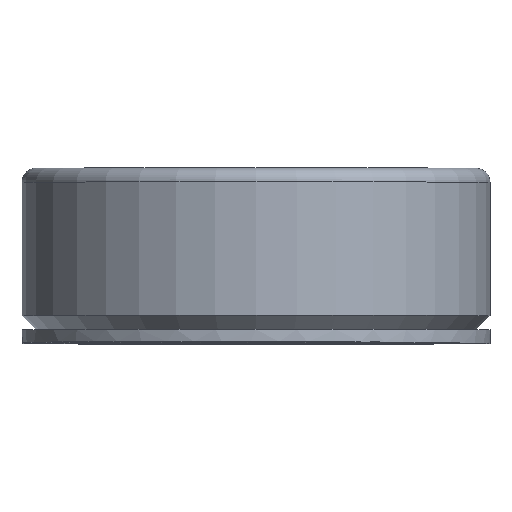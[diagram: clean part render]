
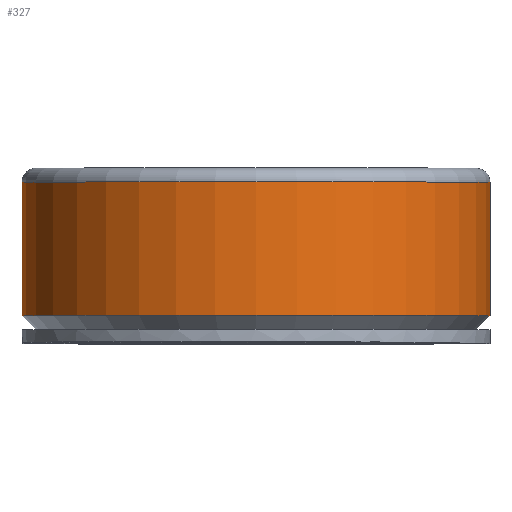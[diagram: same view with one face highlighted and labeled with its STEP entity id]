
A CAD part, top view. The second image highlights one B-rep face of the part: STEP entity #327.
In plain terms, the highlighted cylindrical face has radius 12.7 mm (diameter 25.4 mm), a full revolution.
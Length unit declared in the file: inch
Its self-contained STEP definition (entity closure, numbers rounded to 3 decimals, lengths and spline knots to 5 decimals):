
#18=CYLINDRICAL_SURFACE('',#364,0.5);
#24=FACE_BOUND('',#100,.T.);
#73=FACE_OUTER_BOUND('',#99,.T.);
#99=EDGE_LOOP('',(#277));
#100=EDGE_LOOP('',(#278));
#115=CIRCLE('',#357,0.5);
#117=CIRCLE('',#362,0.5);
#157=VERTEX_POINT('',#8657);
#159=VERTEX_POINT('',#8664);
#197=EDGE_CURVE('',#157,#157,#115,.T.);
#199=EDGE_CURVE('',#159,#159,#117,.T.);
#277=ORIENTED_EDGE('',*,*,#197,.T.);
#278=ORIENTED_EDGE('',*,*,#199,.F.);
#327=ADVANCED_FACE('',(#73,#24),#18,.T.);
#357=AXIS2_PLACEMENT_3D('',#8658,#415,#416);
#362=AXIS2_PLACEMENT_3D('',#8665,#425,#426);
#364=AXIS2_PLACEMENT_3D('',#8668,#429,#430);
#415=DIRECTION('center_axis',(0.,1.,0.));
#416=DIRECTION('ref_axis',(1.,0.,0.));
#425=DIRECTION('center_axis',(0.,1.,0.));
#426=DIRECTION('ref_axis',(1.,0.,0.));
#429=DIRECTION('center_axis',(0.,1.,0.));
#430=DIRECTION('ref_axis',(1.,0.,0.));
#8657=CARTESIAN_POINT('',(0.5,0.06,0.));
#8658=CARTESIAN_POINT('Origin',(0.,0.06,0.));
#8664=CARTESIAN_POINT('',(-0.5,0.345,0.));
#8665=CARTESIAN_POINT('Origin',(0.,0.345,0.));
#8668=CARTESIAN_POINT('Origin',(0.,0.,0.));
